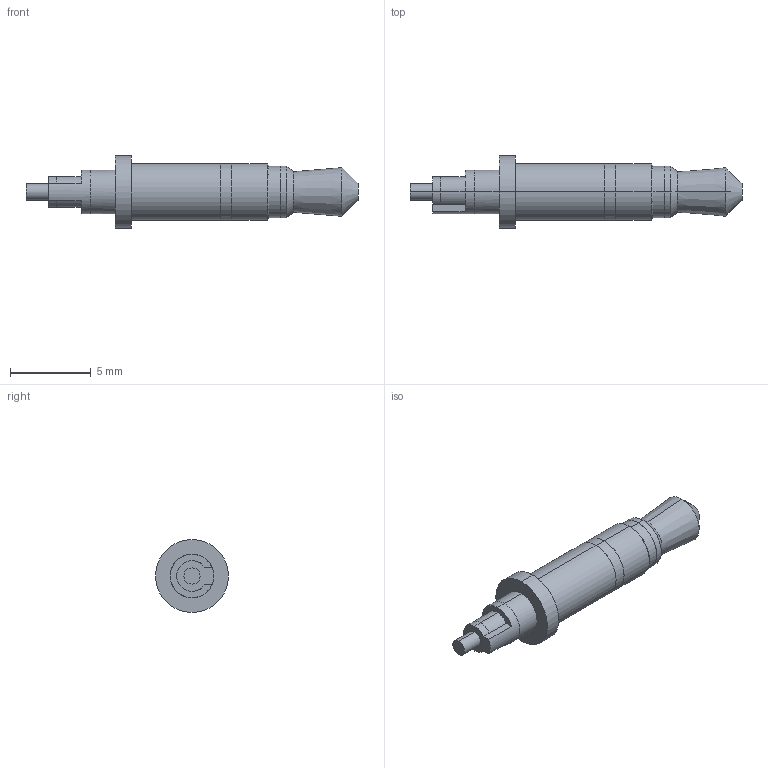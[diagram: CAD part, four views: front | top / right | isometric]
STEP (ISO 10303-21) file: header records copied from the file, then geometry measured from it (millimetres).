
FILE_DESCRIPTION (( 'STEP AP214' ), '1' );
FILE_NAME ('50-00402.STEP', '2014-08-28T22:12:49', ( 'Tensility' ), ( '' ), 'SwSTEP 2.0', 'SolidWorks 2014', '' );
FILE_SCHEMA (( 'AUTOMOTIVE_DESIGN' ));
Length unit declared in the file: millimetre
Products named in the file (1): 50-00402
Bounding box: 20.5 x 4.5 x 4.5 mm (x, y, z)
Volume: 149.8 mm3; surface area: 218.2 mm2
Topology: 1 solids, 1 shells, 45 faces, 98 edges, 62 vertices
Faces by surface type: cylinder 24, plane 13, cone 8
Entity records: 1728 total; most frequent: DIRECTION 242, CARTESIAN_POINT 240, ORIENTED_EDGE 196, AXIS2_PLACEMENT_3D 100, EDGE_CURVE 98, VERTEX_POINT 62, CIRCLE 54, EDGE_LOOP 52
